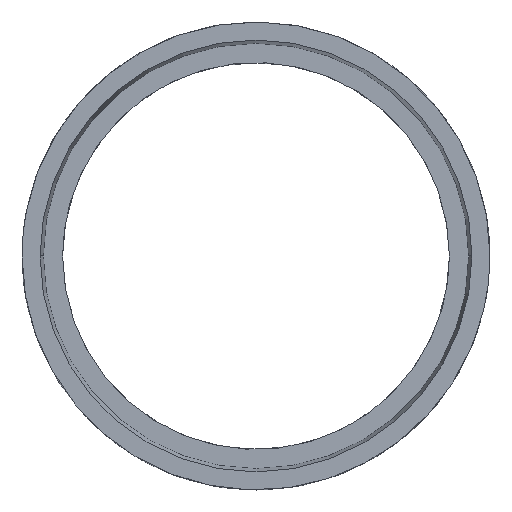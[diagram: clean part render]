
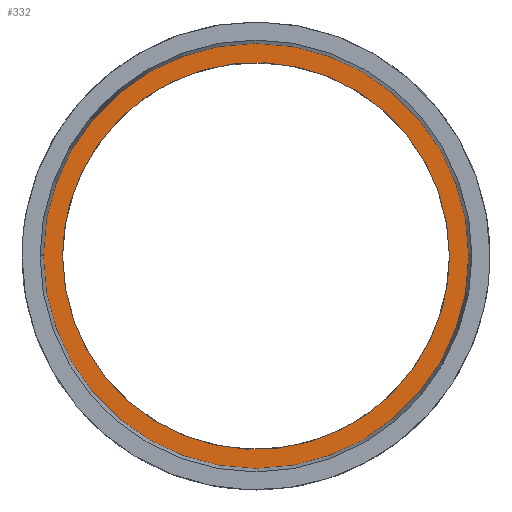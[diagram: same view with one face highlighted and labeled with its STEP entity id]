
A CAD part, top view. The second image highlights one B-rep face of the part: STEP entity #332.
In plain terms, the highlighted planar face has unit normal (0, 0, 1).
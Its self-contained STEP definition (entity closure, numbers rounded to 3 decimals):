
#23 = CIRCLE ( 'NONE', #1037, 330. ) ;
#56 = CARTESIAN_POINT ( 'NONE',  ( 0., 0., 50. ) ) ;
#75 = CARTESIAN_POINT ( 'NONE',  ( -300., 0., 50. ) ) ;
#77 = CARTESIAN_POINT ( 'NONE',  ( 288.197, 105.67, 50. ) ) ;
#99 = EDGE_CURVE ( 'NONE', #385, #1064, #23, .T. ) ;
#129 = CARTESIAN_POINT ( 'NONE',  ( 300., 0., 50. ) ) ;
#152 = ORIENTED_EDGE ( 'NONE', *, *, #1114, .T. ) ;
#158 = ORIENTED_EDGE ( 'NONE', *, *, #99, .T. ) ;
#174 = DIRECTION ( 'NONE',  ( 1., 0., 0. ) ) ;
#200 = CARTESIAN_POINT ( 'NONE',  ( 300., 0., 50. ) ) ;
#208 = CARTESIAN_POINT ( 'NONE',  ( 299.136, 23.767, 50. ) ) ;
#218 = CARTESIAN_POINT ( 'NONE',  ( -330., 0., 50. ) ) ;
#260 = CARTESIAN_POINT ( 'NONE',  ( 79.563, -300., 50. ) ) ;
#309 = CARTESIAN_POINT ( 'NONE',  ( -268.391, 155.873, 50. ) ) ;
#327 = CARTESIAN_POINT ( 'NONE',  ( -300., 0., 50. ) ) ;
#332 = ADVANCED_FACE ( 'NONE', ( #456, #440 ), #1074, .F. ) ;
#355 = CARTESIAN_POINT ( 'NONE',  ( 300., -3.978, 50. ) ) ;
#364 = CARTESIAN_POINT ( 'NONE',  ( 288.197, -105.67, 50. ) ) ;
#370 = CARTESIAN_POINT ( 'NONE',  ( -79.563, -300., 50. ) ) ;
#385 = VERTEX_POINT ( 'NONE', #218 ) ;
#424 = CARTESIAN_POINT ( 'NONE',  ( -155.873, 268.391, 50. ) ) ;
#432 = CARTESIAN_POINT ( 'NONE',  ( 0., 0., 50. ) ) ;
#434 = CARTESIAN_POINT ( 'NONE',  ( -268.391, -155.873, 50. ) ) ;
#440 = FACE_BOUND ( 'NONE', #1204, .T. ) ;
#456 = FACE_OUTER_BOUND ( 'NONE', #1334, .T. ) ;
#584 = DIRECTION ( 'NONE',  ( 0., 0., -1. ) ) ;
#595 = B_SPLINE_CURVE_WITH_KNOTS ( 'NONE', 3,
 ( #200, #663, #787, #208, #1150, #77, #1032, #672, #1379, #906, #424, #309, #1255, #779 ),
 .UNSPECIFIED., .F., .F.,
 ( 4, 1, 1, 1, 1, 2, 2, 2, 4 ),
 ( 0., 0.012, 0.023, 0.035, 0.047, 0.234, 0.469, 0.703, 0.938 ),
 .UNSPECIFIED. ) ;
#617 = CARTESIAN_POINT ( 'NONE',  ( 297.966, -35.541, 50. ) ) ;
#663 = CARTESIAN_POINT ( 'NONE',  ( 300., 3.978, 50. ) ) ;
#672 = CARTESIAN_POINT ( 'NONE',  ( 155.873, 268.391, 50. ) ) ;
#717 = CARTESIAN_POINT ( 'NONE',  ( 257.139, -167.125, 50. ) ) ;
#735 = ORIENTED_EDGE ( 'NONE', *, *, #1184, .F. ) ;
#752 = VERTEX_POINT ( 'NONE', #786 ) ;
#763 = VERTEX_POINT ( 'NONE', #75 ) ;
#778 = AXIS2_PLACEMENT_3D ( 'NONE', #432, #1272, #897 ) ;
#779 = CARTESIAN_POINT ( 'NONE',  ( -300., 0., 50. ) ) ;
#786 = CARTESIAN_POINT ( 'NONE',  ( 300., 0., 50. ) ) ;
#787 = CARTESIAN_POINT ( 'NONE',  ( 299.842, 11.918, 50. ) ) ;
#853 = CARTESIAN_POINT ( 'NONE',  ( 299.136, -23.767, 50. ) ) ;
#897 = DIRECTION ( 'NONE',  ( 1., 0., 0. ) ) ;
#906 = CARTESIAN_POINT ( 'NONE',  ( -79.563, 300., 50. ) ) ;
#918 = CARTESIAN_POINT ( 'NONE',  ( 300., 0., 50. ) ) ;
#1002 = CARTESIAN_POINT ( 'NONE',  ( 330., 0., 50. ) ) ;
#1032 = CARTESIAN_POINT ( 'NONE',  ( 257.139, 167.125, 50. ) ) ;
#1037 = AXIS2_PLACEMENT_3D ( 'NONE', #56, #1236, #174 ) ;
#1064 = VERTEX_POINT ( 'NONE', #1002 ) ;
#1074 = PLANE ( 'NONE',  #1163 ) ;
#1103 = CARTESIAN_POINT ( 'NONE',  ( -155.873, -268.391, 50. ) ) ;
#1114 = EDGE_CURVE ( 'NONE', #1064, #385, #1480, .T. ) ;
#1150 = CARTESIAN_POINT ( 'NONE',  ( 297.966, 35.541, 50. ) ) ;
#1163 = AXIS2_PLACEMENT_3D ( 'NONE', #918, #584, #1398 ) ;
#1184 = EDGE_CURVE ( 'NONE', #752, #763, #595, .T. ) ;
#1204 = EDGE_LOOP ( 'NONE', ( #735, #1353 ) ) ;
#1216 = CARTESIAN_POINT ( 'NONE',  ( 299.842, -11.918, 50. ) ) ;
#1236 = DIRECTION ( 'NONE',  ( 0., 0., 1. ) ) ;
#1255 = CARTESIAN_POINT ( 'NONE',  ( -300., 79.563, 50. ) ) ;
#1272 = DIRECTION ( 'NONE',  ( 0., 0., 1. ) ) ;
#1292 = CARTESIAN_POINT ( 'NONE',  ( -300., -79.563, 50. ) ) ;
#1334 = EDGE_LOOP ( 'NONE', ( #152, #158 ) ) ;
#1353 = ORIENTED_EDGE ( 'NONE', *, *, #1507, .F. ) ;
#1379 = CARTESIAN_POINT ( 'NONE',  ( 79.563, 300., 50. ) ) ;
#1398 = DIRECTION ( 'NONE',  ( -1., 0., 0. ) ) ;
#1442 = B_SPLINE_CURVE_WITH_KNOTS ( 'NONE', 3,
 ( #327, #1292, #434, #1103, #370, #260, #1445, #717, #364, #617, #853, #1216, #355, #129 ),
 .UNSPECIFIED., .F., .F.,
 ( 4, 2, 2, 2, 1, 1, 1, 1, 4 ),
 ( 0.938, 1.172, 1.407, 1.641, 1.829, 1.84, 1.852, 1.864, 1.876 ),
 .UNSPECIFIED. ) ;
#1445 = CARTESIAN_POINT ( 'NONE',  ( 155.873, -268.391, 50. ) ) ;
#1480 = CIRCLE ( 'NONE', #778, 330. ) ;
#1507 = EDGE_CURVE ( 'NONE', #763, #752, #1442, .T. ) ;
